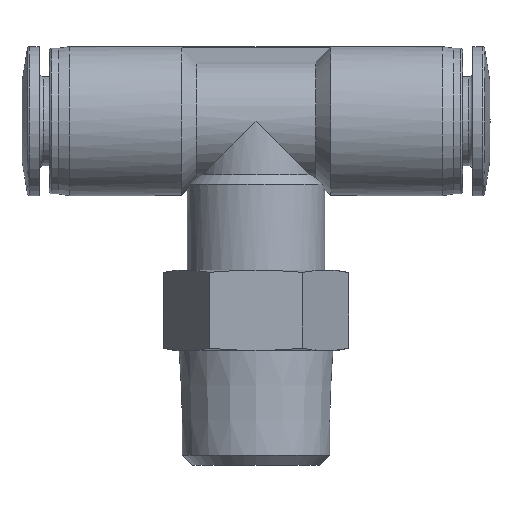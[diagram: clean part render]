
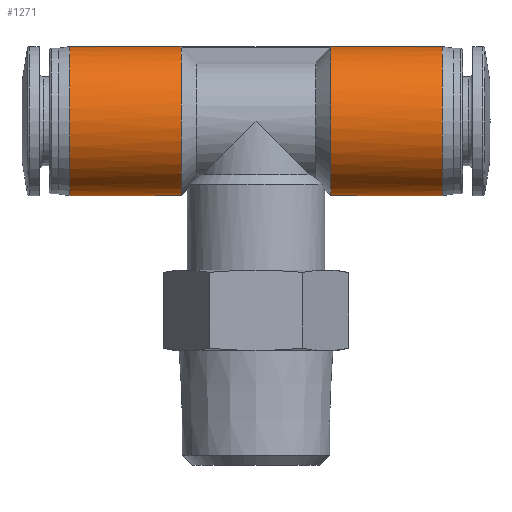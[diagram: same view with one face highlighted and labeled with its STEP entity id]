
A CAD part, top view. The second image highlights one B-rep face of the part: STEP entity #1271.
In plain terms, the highlighted cylindrical face has radius 6.5 mm (diameter 13 mm), a full revolution.
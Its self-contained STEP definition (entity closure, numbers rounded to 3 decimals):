
#51=LINE('',#1923,#61);
#52=LINE('',#1924,#62);
#61=VECTOR('',#1557,1000.);
#62=VECTOR('',#1558,1000.);
#205=ORIENTED_EDGE('',*,*,#406,.F.);
#206=ORIENTED_EDGE('',*,*,#405,.T.);
#207=ORIENTED_EDGE('',*,*,#393,.T.);
#208=ORIENTED_EDGE('',*,*,#407,.T.);
#209=ORIENTED_EDGE('',*,*,#369,.F.);
#210=ORIENTED_EDGE('',*,*,#408,.F.);
#369=EDGE_CURVE('',#472,#474,#545,.T.);
#393=EDGE_CURVE('',#490,#493,#550,.T.);
#405=EDGE_CURVE('',#503,#503,#562,.T.);
#406=EDGE_CURVE('',#504,#504,#563,.T.);
#407=EDGE_CURVE('',#493,#474,#51,.T.);
#408=EDGE_CURVE('',#490,#472,#52,.T.);
#472=VERTEX_POINT('',#1797);
#474=VERTEX_POINT('',#1800);
#490=VERTEX_POINT('',#1866);
#493=VERTEX_POINT('',#1886);
#503=VERTEX_POINT('',#1919);
#504=VERTEX_POINT('',#1922);
#545=CIRCLE('',#1337,6.5);
#550=CIRCLE('',#1349,6.5);
#562=CIRCLE('',#1371,6.5);
#563=CIRCLE('',#1373,6.5);
#625=EDGE_LOOP('',(#205));
#626=EDGE_LOOP('',(#206));
#627=EDGE_LOOP('',(#207,#208,#209,#210));
#725=FACE_BOUND('',#625,.T.);
#726=FACE_BOUND('',#626,.T.);
#727=FACE_BOUND('',#627,.T.);
#796=CYLINDRICAL_SURFACE('',#1372,6.5);
#1271=ADVANCED_FACE('',(#725,#726,#727),#796,.T.);
#1337=AXIS2_PLACEMENT_3D('',#1799,#1481,#1482);
#1349=AXIS2_PLACEMENT_3D('',#1887,#1507,#1508);
#1371=AXIS2_PLACEMENT_3D('',#1918,#1551,#1552);
#1372=AXIS2_PLACEMENT_3D('',#1920,#1553,#1554);
#1373=AXIS2_PLACEMENT_3D('',#1921,#1555,#1556);
#1481=DIRECTION('',(1.,0.,0.));
#1482=DIRECTION('',(0.,1.,0.));
#1507=DIRECTION('',(1.,0.,0.));
#1508=DIRECTION('',(0.,1.,0.));
#1551=DIRECTION('',(1.,0.,0.));
#1552=DIRECTION('',(0.,1.,0.));
#1553=DIRECTION('',(1.,0.,0.));
#1554=DIRECTION('',(0.,1.,0.));
#1555=DIRECTION('',(1.,0.,0.));
#1556=DIRECTION('',(0.,1.,0.));
#1557=DIRECTION('',(-1.,0.,0.));
#1558=DIRECTION('',(-1.,0.,0.));
#1797=CARTESIAN_POINT('',(-6.5,6.457,0.75));
#1799=CARTESIAN_POINT('',(-6.5,0.,0.));
#1800=CARTESIAN_POINT('',(-6.5,6.457,-0.75));
#1866=CARTESIAN_POINT('',(6.5,6.457,0.75));
#1886=CARTESIAN_POINT('',(6.5,6.457,-0.75));
#1887=CARTESIAN_POINT('',(6.5,0.,0.));
#1918=CARTESIAN_POINT('',(-16.25,0.,0.));
#1919=CARTESIAN_POINT('',(-16.25,6.5,0.));
#1920=CARTESIAN_POINT('',(20.4,0.,0.));
#1921=CARTESIAN_POINT('',(16.25,0.,0.));
#1922=CARTESIAN_POINT('',(16.25,6.5,0.));
#1923=CARTESIAN_POINT('',(6.5,6.457,-0.75));
#1924=CARTESIAN_POINT('',(6.5,6.457,0.75));
